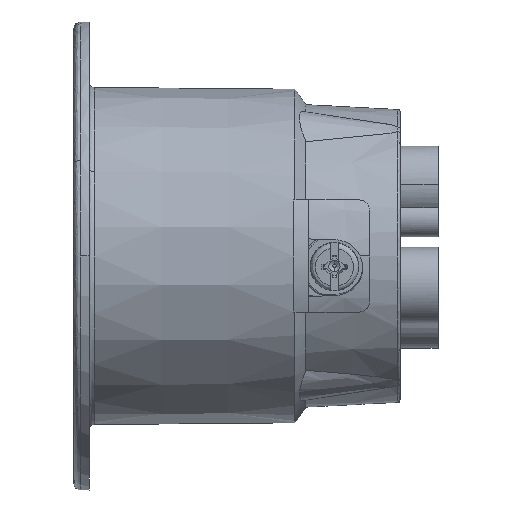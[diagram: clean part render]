
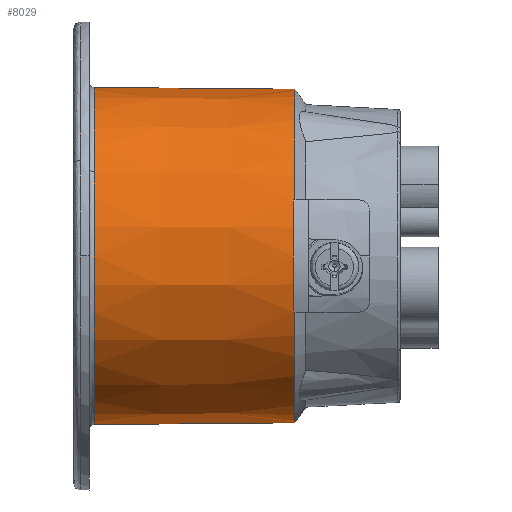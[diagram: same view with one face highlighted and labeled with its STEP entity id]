
A CAD part, front view. The second image highlights one B-rep face of the part: STEP entity #8029.
In plain terms, the highlighted conical face has half-angle 0.5 degrees and reference radius 25.984 mm.
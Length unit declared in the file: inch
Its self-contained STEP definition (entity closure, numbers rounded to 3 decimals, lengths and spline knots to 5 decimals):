
#1565 = LINE ( 'NONE', #108056, #103459 ) ;
#2483 = CARTESIAN_POINT ( 'NONE',  ( 0.329, -0.9637, -0.3435 ) ) ;
#7835 = CARTESIAN_POINT ( 'NONE',  ( 0.34049, -0.9636, -0.3435 ) ) ;
#8029 = ADVANCED_FACE ( 'NONE', ( #77335 ), #58491, .T. ) ;
#8405 = LINE ( 'NONE', #7835, #84038 ) ;
#12290 = CARTESIAN_POINT ( 'NONE',  ( 0.34049, 0., 1.02299 ) ) ;
#13662 = EDGE_CURVE ( 'NONE', #101039, #29032, #70860, .T. ) ;
#13809 = ORIENTED_EDGE ( 'NONE', *, *, #76404, .F. ) ;
#13980 = VERTEX_POINT ( 'NONE', #112992 ) ;
#14474 = VERTEX_POINT ( 'NONE', #60435 ) ;
#15012 = VERTEX_POINT ( 'NONE', #48922 ) ;
#17219 = DIRECTION ( 'NONE',  ( -1., 0., 0. ) ) ;
#17439 = AXIS2_PLACEMENT_3D ( 'NONE', #82305, #72519, #107659 ) ;
#17618 = DIRECTION ( 'NONE',  ( -1., -0.009, 0. ) ) ;
#18029 = AXIS2_PLACEMENT_3D ( 'NONE', #51413, #76183, #94627 ) ;
#19478 = EDGE_CURVE ( 'NONE', #66992, #101039, #96527, .T. ) ;
#19828 = CARTESIAN_POINT ( 'NONE',  ( 0.329, -0.9637, 0.3435 ) ) ;
#20393 = DIRECTION ( 'NONE',  ( -1., 0., 0.009 ) ) ;
#20723 = CARTESIAN_POINT ( 'NONE',  ( -0.89127, -0.89525, 0.51687 ) ) ;
#21265 = AXIS2_PLACEMENT_3D ( 'NONE', #73319, #108447, #29017 ) ;
#24670 = VERTEX_POINT ( 'NONE', #2483 ) ;
#27369 = ORIENTED_EDGE ( 'NONE', *, *, #98945, .T. ) ;
#28121 = DIRECTION ( 'NONE',  ( 0., 0., 1. ) ) ;
#29017 = DIRECTION ( 'NONE',  ( 0., 0.999, -0.046 ) ) ;
#29032 = VERTEX_POINT ( 'NONE', #62099 ) ;
#30092 = CARTESIAN_POINT ( 'NONE',  ( 0.34049, 0., -1.02299 ) ) ;
#34505 = EDGE_CURVE ( 'NONE', #100425, #67300, #45032, .T. ) ;
#36723 = DIRECTION ( 'NONE',  ( 1., 0., 0. ) ) ;
#37057 = LINE ( 'NONE', #12290, #50169 ) ;
#38954 = ORIENTED_EDGE ( 'NONE', *, *, #74144, .F. ) ;
#42754 = DIRECTION ( 'NONE',  ( 0., -0.998, -0.058 ) ) ;
#44659 = VECTOR ( 'NONE', #91168, 39.37008 ) ;
#45032 = CIRCLE ( 'NONE', #59740, 1.02299 ) ;
#48922 = CARTESIAN_POINT ( 'NONE',  ( 0.34049, -0.9636, 0.3435 ) ) ;
#49162 = ORIENTED_EDGE ( 'NONE', *, *, #19478, .F. ) ;
#50169 = VECTOR ( 'NONE', #20393, 39.37008 ) ;
#50237 = DIRECTION ( 'NONE',  ( 1., 0., 0. ) ) ;
#51413 = CARTESIAN_POINT ( 'NONE',  ( 0.34049, 0., 0. ) ) ;
#57139 = AXIS2_PLACEMENT_3D ( 'NONE', #108119, #36723, #28121 ) ;
#58491 = CONICAL_SURFACE ( 'NONE', #18029, 1.02299, 0.009 ) ;
#59740 = AXIS2_PLACEMENT_3D ( 'NONE', #103805, #50237, #42754 ) ;
#60435 = CARTESIAN_POINT ( 'NONE',  ( 0.329, -0.9637, 0.3435 ) ) ;
#62079 = DIRECTION ( 'NONE',  ( 0., 0.999, -0.046 ) ) ;
#62099 = CARTESIAN_POINT ( 'NONE',  ( -0.89127, 0., 1.03374 ) ) ;
#62580 = DIRECTION ( 'NONE',  ( -1., 0., -0.009 ) ) ;
#65240 = AXIS2_PLACEMENT_3D ( 'NONE', #96112, #17219, #62079 ) ;
#66992 = VERTEX_POINT ( 'NONE', #86051 ) ;
#67300 = VERTEX_POINT ( 'NONE', #30092 ) ;
#70860 = CIRCLE ( 'NONE', #21265, 1.03374 ) ;
#72519 = DIRECTION ( 'NONE',  ( 1., 0., 0. ) ) ;
#73319 = CARTESIAN_POINT ( 'NONE',  ( -0.89127, 0., 0. ) ) ;
#74144 = EDGE_CURVE ( 'NONE', #67300, #66992, #1565, .T. ) ;
#76183 = DIRECTION ( 'NONE',  ( -1., 0., 0. ) ) ;
#76404 = EDGE_CURVE ( 'NONE', #13980, #15012, #103825, .T. ) ;
#77335 = FACE_OUTER_BOUND ( 'NONE', #96241, .T. ) ;
#79607 = ORIENTED_EDGE ( 'NONE', *, *, #99010, .T. ) ;
#82305 = CARTESIAN_POINT ( 'NONE',  ( 0.34049, 0., 0. ) ) ;
#84038 = VECTOR ( 'NONE', #17618, 39.37008 ) ;
#84839 = ORIENTED_EDGE ( 'NONE', *, *, #96028, .F. ) ;
#86051 = CARTESIAN_POINT ( 'NONE',  ( -0.89127, 0., -1.03374 ) ) ;
#91168 = DIRECTION ( 'NONE',  ( 1., 0.009, 0. ) ) ;
#91865 = ORIENTED_EDGE ( 'NONE', *, *, #13662, .F. ) ;
#93720 = ORIENTED_EDGE ( 'NONE', *, *, #107551, .T. ) ;
#94627 = DIRECTION ( 'NONE',  ( 0., 0., 1. ) ) ;
#94782 = ORIENTED_EDGE ( 'NONE', *, *, #34505, .F. ) ;
#96028 = EDGE_CURVE ( 'NONE', #14474, #24670, #101305, .T. ) ;
#96112 = CARTESIAN_POINT ( 'NONE',  ( -0.89127, 0., 0. ) ) ;
#96241 = EDGE_LOOP ( 'NONE', ( #38954, #94782, #93720, #84839, #79607, #13809, #27369, #91865, #49162 ) ) ;
#96527 = CIRCLE ( 'NONE', #65240, 1.03374 ) ;
#98945 = EDGE_CURVE ( 'NONE', #13980, #29032, #37057, .T. ) ;
#99010 = EDGE_CURVE ( 'NONE', #14474, #15012, #107300, .T. ) ;
#100425 = VERTEX_POINT ( 'NONE', #106057 ) ;
#101039 = VERTEX_POINT ( 'NONE', #20723 ) ;
#101305 = CIRCLE ( 'NONE', #57139, 1.02309 ) ;
#103459 = VECTOR ( 'NONE', #62580, 39.37008 ) ;
#103805 = CARTESIAN_POINT ( 'NONE',  ( 0.34049, 0., 0. ) ) ;
#103825 = CIRCLE ( 'NONE', #17439, 1.02299 ) ;
#106057 = CARTESIAN_POINT ( 'NONE',  ( 0.34049, -0.9636, -0.3435 ) ) ;
#107300 = LINE ( 'NONE', #19828, #44659 ) ;
#107551 = EDGE_CURVE ( 'NONE', #100425, #24670, #8405, .T. ) ;
#107659 = DIRECTION ( 'NONE',  ( 0., 0.999, -0.046 ) ) ;
#108056 = CARTESIAN_POINT ( 'NONE',  ( 0.34049, 0., -1.02299 ) ) ;
#108119 = CARTESIAN_POINT ( 'NONE',  ( 0.329, 0., 0. ) ) ;
#108447 = DIRECTION ( 'NONE',  ( -1., 0., 0. ) ) ;
#112992 = CARTESIAN_POINT ( 'NONE',  ( 0.34049, 0., 1.02299 ) ) ;
